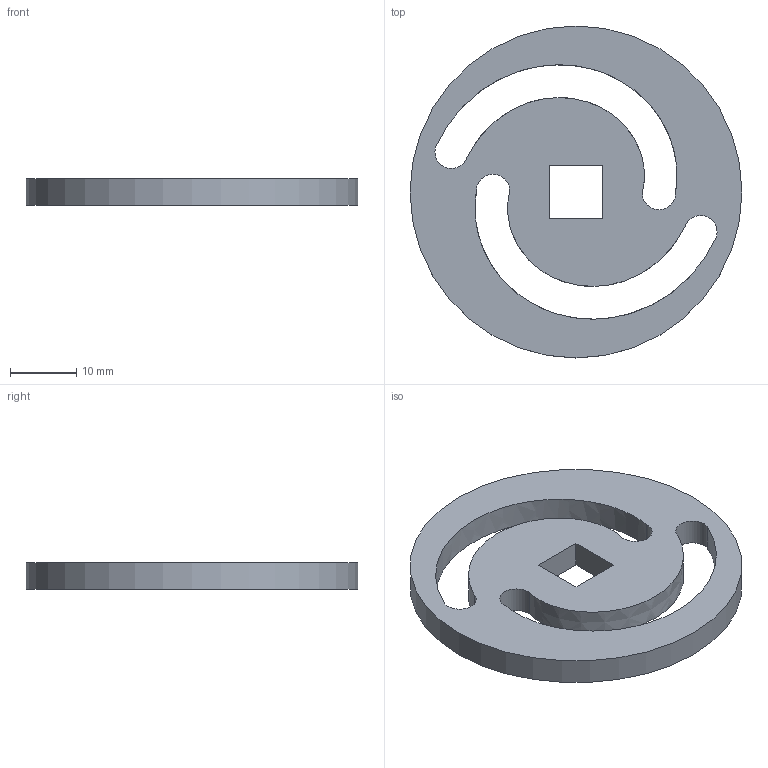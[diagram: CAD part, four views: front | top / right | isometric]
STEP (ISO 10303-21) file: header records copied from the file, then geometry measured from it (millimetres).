
FILE_DESCRIPTION(('FreeCAD Model'),'2;1');
FILE_NAME('Open CASCADE Shape Model','2024-11-22T14:47:33',(''),(''), 'Open CASCADE STEP processor 7.6','FreeCAD','Unknown');
FILE_SCHEMA(('AUTOMOTIVE_DESIGN { 1 0 10303 214 1 1 1 1 }'));
Length unit declared in the file: millimetre
Products named in the file (1): Body
Bounding box: 50 x 50 x 4 mm (x, y, z)
Volume: 5610.6 mm3; surface area: 4428.8 mm2
Topology: 1 solids, 1 shells, 15 faces, 39 edges, 26 vertices
Faces by surface type: plane 6, cylinder 5, extrusion 4
Full cylindrical faces by diameter (mm): 50 x1
Entity records: 721 total; most frequent: CARTESIAN_POINT 321, ORIENTED_EDGE 78, DIRECTION 69, EDGE_CURVE 39, VERTEX_POINT 26, VECTOR 25, AXIS2_PLACEMENT_3D 22, FACE_BOUND 21
